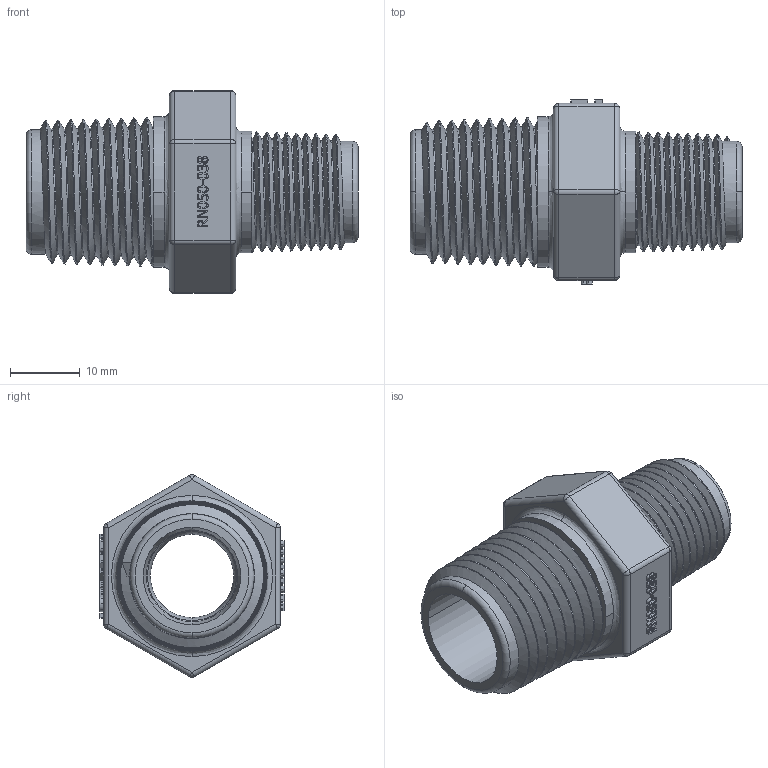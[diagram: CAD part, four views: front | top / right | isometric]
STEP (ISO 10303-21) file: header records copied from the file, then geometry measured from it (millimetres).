
FILE_DESCRIPTION((''),'2;1');
FILE_NAME('RN050-038.stp','2012-12-07T07:42:01',(''),(''),'Mechanical Desktop 2009','Mechanical Desktop 2009',', , ');
FILE_SCHEMA(('CONFIG_CONTROL_DESIGN'));
Length unit declared in the file: inch
Products named in the file (1): DRAWING1
Bounding box: 47.62 x 26.42 x 29.09 mm (x, y, z)
Volume: 8521.9 mm3; surface area: 6945.7 mm2
Topology: 1 solids, 1 shells, 497 faces, 1314 edges, 866 vertices
Faces by surface type: plane 233, bspline 197, cylinder 26, cone 23, sphere 12, torus 6
Entity records: 19085 total; most frequent: CARTESIAN_POINT 8037, ORIENTED_EDGE 2628, DIRECTION 1576, EDGE_CURVE 1314, VERTEX_POINT 866, VECTOR 778, LINE 778, EDGE_LOOP 546
